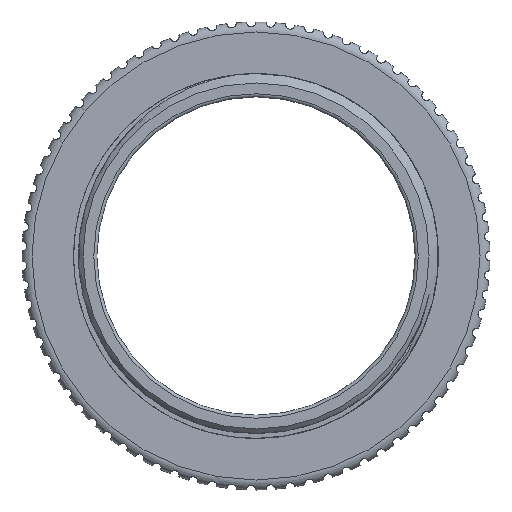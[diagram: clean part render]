
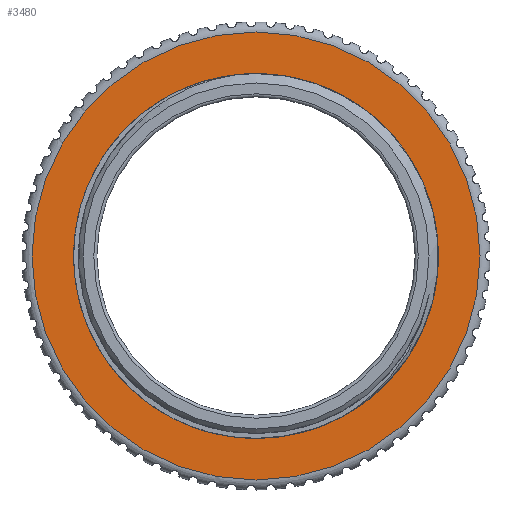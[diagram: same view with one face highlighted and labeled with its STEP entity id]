
A CAD part, left-side view. The second image highlights one B-rep face of the part: STEP entity #3480.
In plain terms, the highlighted planar face has unit normal (-1, 0, 0).
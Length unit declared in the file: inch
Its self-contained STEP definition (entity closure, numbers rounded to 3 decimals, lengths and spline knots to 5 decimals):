
#20=FACE_BOUND('',#364,.T.);
#26=PLANE('',#3865);
#178=FACE_OUTER_BOUND('',#363,.T.);
#363=EDGE_LOOP('',(#2813));
#364=EDGE_LOOP('',(#2814));
#420=CIRCLE('',#3605,0.583);
#421=CIRCLE('',#3607,0.718);
#1264=VERTEX_POINT('',#8320);
#1265=VERTEX_POINT('',#8324);
#1618=EDGE_CURVE('',#1264,#1264,#420,.T.);
#1619=EDGE_CURVE('',#1265,#1265,#421,.T.);
#2813=ORIENTED_EDGE('',*,*,#1619,.T.);
#2814=ORIENTED_EDGE('',*,*,#1618,.T.);
#3480=ADVANCED_FACE('',(#178,#20),#26,.T.);
#3605=AXIS2_PLACEMENT_3D('',#8322,#4111,#4112);
#3607=AXIS2_PLACEMENT_3D('',#8325,#4115,#4116);
#3865=AXIS2_PLACEMENT_3D('',#11791,#4714,#4715);
#4111=DIRECTION('center_axis',(1.,0.,0.));
#4112=DIRECTION('ref_axis',(0.,0.,1.));
#4115=DIRECTION('center_axis',(-1.,0.,0.));
#4116=DIRECTION('ref_axis',(0.,0.,1.));
#4714=DIRECTION('center_axis',(-1.,0.,0.));
#4715=DIRECTION('ref_axis',(0.,0.,1.));
#8320=CARTESIAN_POINT('',(0.5,0.,-0.583));
#8322=CARTESIAN_POINT('Origin',(0.5,0.,0.));
#8324=CARTESIAN_POINT('',(0.5,0.,-0.718));
#8325=CARTESIAN_POINT('Origin',(0.5,0.,0.));
#11791=CARTESIAN_POINT('Origin',(0.5,0.,0.));
